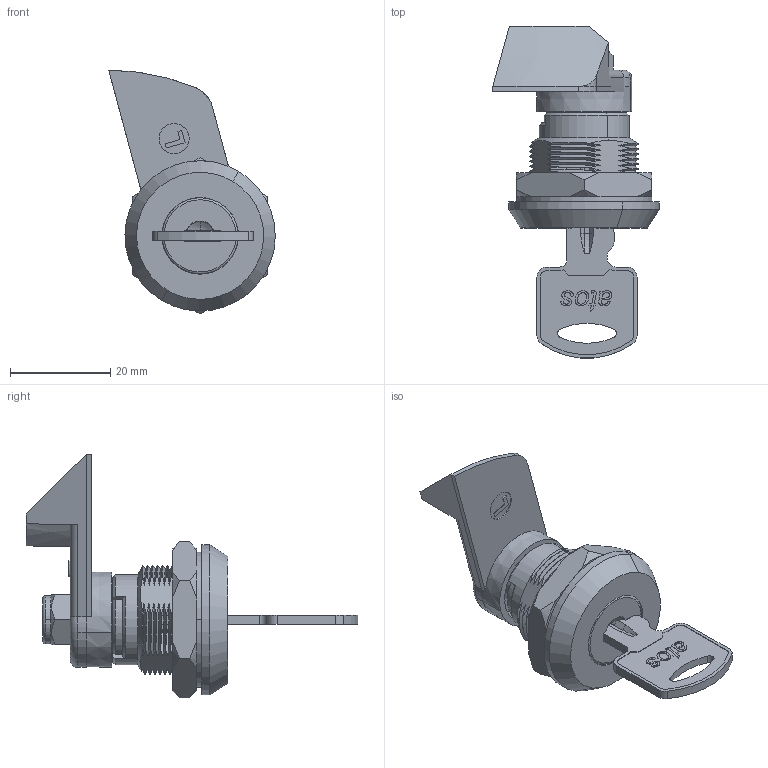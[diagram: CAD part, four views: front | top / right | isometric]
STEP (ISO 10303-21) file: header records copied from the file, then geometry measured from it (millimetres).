
FILE_DESCRIPTION (( 'STEP AP203' ), '1' );
FILE_NAME ('KM10.1.2.01.L.2.STEP', '2022-09-05T13:30:28', ( '' ), ( '' ), 'SwSTEP 2.0', 'SolidWorks 2021', '' );
FILE_SCHEMA (( 'CONFIG_CONTROL_DESIGN' ));
Length unit declared in the file: millimetre
Products named in the file (1): KM10.1.2.01.L.2
Bounding box: 33.23 x 66.23 x 48.68 mm (x, y, z)
Surface area: 8834 mm2 (no closed solid volume)
Topology: 0 solids, 13 shells, 410 faces, 1463 edges, 1045 vertices
Faces by surface type: plane 136, bspline 123, cylinder 89, cone 52, torus 10
Entity records: 44491 total; most frequent: CARTESIAN_POINT 33589, ORIENTED_EDGE 2450, DIRECTION 1674, EDGE_CURVE 1463, VERTEX_POINT 1045, VECTOR 668, LINE 668, AXIS2_PLACEMENT_3D 503
